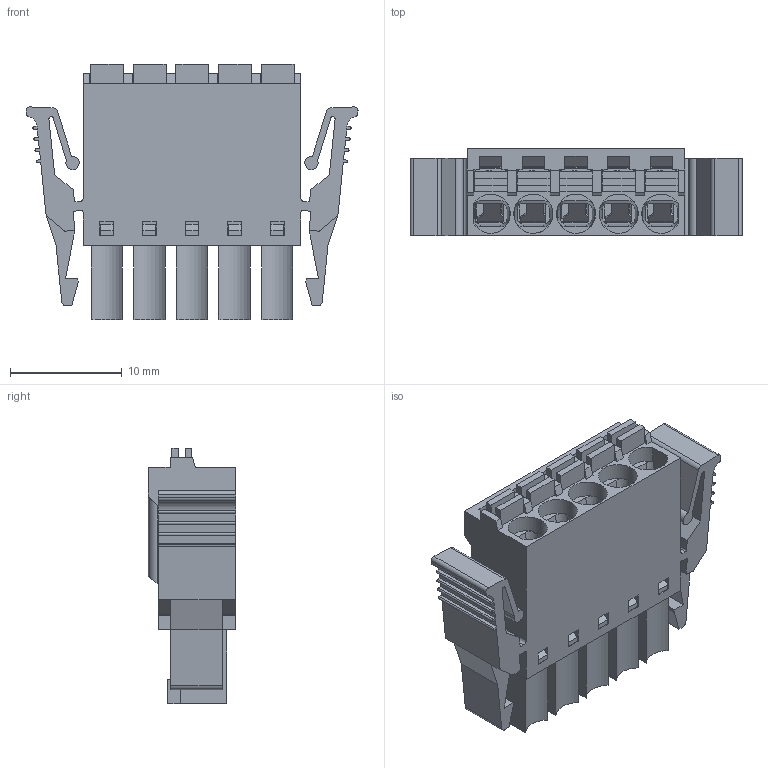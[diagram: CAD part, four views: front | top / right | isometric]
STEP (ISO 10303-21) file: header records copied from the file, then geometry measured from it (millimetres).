
FILE_DESCRIPTION( ( 'Unknown' ), '1' );
FILE_NAME( '691304330005.stp', 'Unknown', ( 'Unknown' ), ( 'Unknown' ), 'PSStep 18.0.17', 'Unknown', ' ' );
FILE_SCHEMA( ( 'AUTOMOTIVE_DESIGN { 1 0 10303 214 1 1 1 1 }' ) );
Length unit declared in the file: millimetre
Products named in the file (6): Assem1; 6913043300xx_Levier; 6913043300xx_Pin; 6913043300xx_Lamelle; 691304330005; 691304330005_Bas
Assembly tree (17 placements, depth 2):
  Assem1
    6913043300xx_Levier  x5
    6913043300xx_Pin  x5
    6913043300xx_Lamelle  x5
    691304330005
    691304330005_Bas
Bounding box: 29.65 x 7.8 x 22.8 mm (x, y, z)
Volume: 1940.5 mm3; surface area: 6248.6 mm2
Topology: 17 solids, 17 shells, 1587 faces, 4472 edges, 2914 vertices
Faces by surface type: plane 1228, cylinder 334, cone 25
Full cylindrical faces by diameter (mm): 1.2 x5, 3.5 x3
Entity records: 40087 total; most frequent: CARTESIAN_POINT 5852, ORIENTED_EDGE 5684, DIRECTION 5213, EDGE_CURVE 2842, LINE 2401, VECTOR 2401, VERTEX_POINT 1877, AXIS2_PLACEMENT_3D 1406
